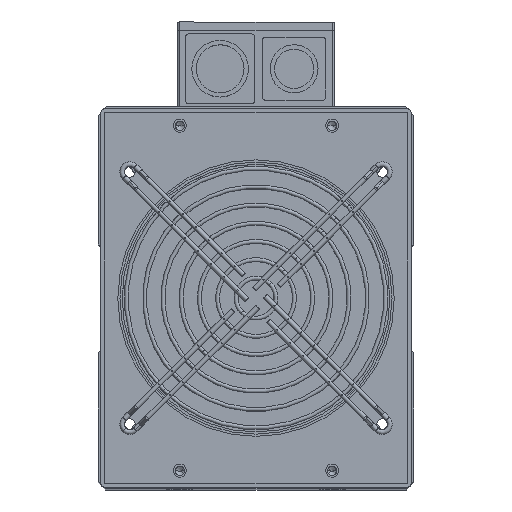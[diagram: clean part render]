
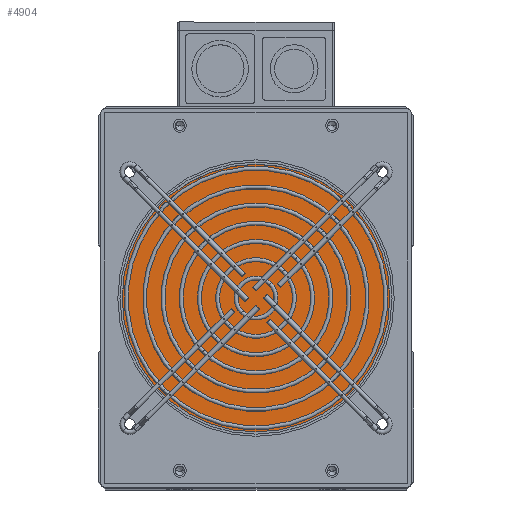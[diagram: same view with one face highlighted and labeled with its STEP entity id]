
A CAD part, top view. The second image highlights one B-rep face of the part: STEP entity #4904.
In plain terms, the highlighted planar face has unit normal (0, 0, 1).
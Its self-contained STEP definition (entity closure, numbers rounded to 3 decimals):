
#459 = DIRECTION ( 'NONE',  ( 0., 0., -1. ) ) ;
#1309 = DIRECTION ( 'NONE',  ( -1., 0., 0. ) ) ;
#2461 = CARTESIAN_POINT ( 'NONE',  ( 0., 0., -37.8 ) ) ;
#2578 = CIRCLE ( 'NONE', #20993, 61.5 ) ;
#3013 = FACE_OUTER_BOUND ( 'NONE', #19874, .T. ) ;
#4636 = VERTEX_POINT ( 'NONE', #13837 ) ;
#4680 = DIRECTION ( 'NONE',  ( 0., 0., -1. ) ) ;
#4758 = VERTEX_POINT ( 'NONE', #12173 ) ;
#4904 = ADVANCED_FACE ( 'NONE', ( #3013 ), #10915, .F. ) ;
#7890 = DIRECTION ( 'NONE',  ( -1., 0., 0. ) ) ;
#10814 = EDGE_CURVE ( 'NONE', #4758, #4636, #2578, .T. ) ;
#10915 = PLANE ( 'NONE',  #13390 ) ;
#11630 = CARTESIAN_POINT ( 'NONE',  ( 0., 0., -37.8 ) ) ;
#12173 = CARTESIAN_POINT ( 'NONE',  ( 61.5, 0., -37.8 ) ) ;
#12677 = DIRECTION ( 'NONE',  ( -1., 0., 0. ) ) ;
#13067 = DIRECTION ( 'NONE',  ( 0., 0., -1. ) ) ;
#13390 = AXIS2_PLACEMENT_3D ( 'NONE', #19488, #459, #12677 ) ;
#13490 = EDGE_CURVE ( 'NONE', #4636, #4758, #19897, .T. ) ;
#13837 = CARTESIAN_POINT ( 'NONE',  ( -61.5, 0., -37.8 ) ) ;
#18567 = AXIS2_PLACEMENT_3D ( 'NONE', #2461, #13067, #7890 ) ;
#19488 = CARTESIAN_POINT ( 'NONE',  ( 0., 0., -37.8 ) ) ;
#19874 = EDGE_LOOP ( 'NONE', ( #21822, #21100 ) ) ;
#19897 = CIRCLE ( 'NONE', #18567, 61.5 ) ;
#20993 = AXIS2_PLACEMENT_3D ( 'NONE', #11630, #4680, #1309 ) ;
#21100 = ORIENTED_EDGE ( 'NONE', *, *, #13490, .F. ) ;
#21822 = ORIENTED_EDGE ( 'NONE', *, *, #10814, .F. ) ;
